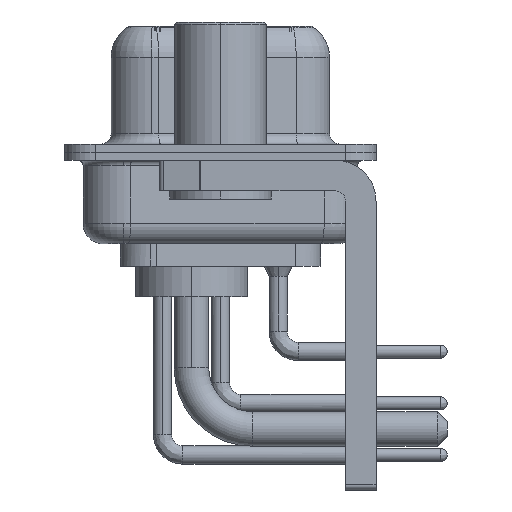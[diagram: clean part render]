
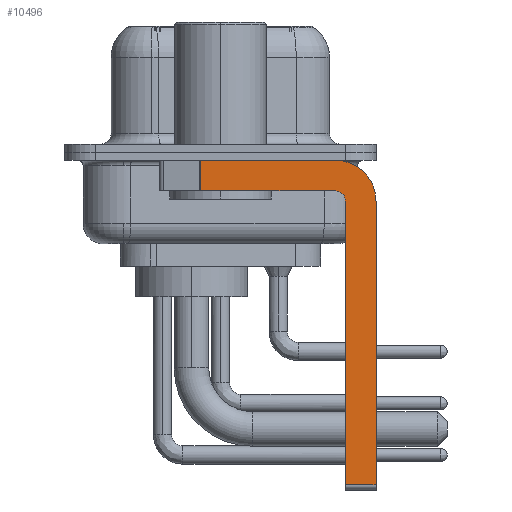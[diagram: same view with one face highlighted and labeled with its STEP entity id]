
A CAD part, left-side view. The second image highlights one B-rep face of the part: STEP entity #10496.
In plain terms, the highlighted planar face has unit normal (-1, 0, 0).
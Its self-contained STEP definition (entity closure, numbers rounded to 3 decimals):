
#826 = VERTEX_POINT ( 'NONE', #33698 ) ;
#1157 = EDGE_CURVE ( 'NONE', #3721, #5376, #25326, .T. ) ;
#1199 = DIRECTION ( 'NONE',  ( 0., -1., 0. ) ) ;
#1345 = VECTOR ( 'NONE', #16487, 1000. ) ;
#1679 = CARTESIAN_POINT ( 'NONE',  ( -2.9, -5.65, -2.4 ) ) ;
#2953 = CIRCLE ( 'NONE', #11465, 0.5 ) ;
#3220 = CARTESIAN_POINT ( 'NONE',  ( -2.9, 0.978, -0.4 ) ) ;
#3308 = DIRECTION ( 'NONE',  ( 0., 0., -1. ) ) ;
#3721 = VERTEX_POINT ( 'NONE', #3220 ) ;
#3755 = AXIS2_PLACEMENT_3D ( 'NONE', #1679, #9491, #31321 ) ;
#4761 = VERTEX_POINT ( 'NONE', #7505 ) ;
#5376 = VERTEX_POINT ( 'NONE', #24490 ) ;
#5648 = CARTESIAN_POINT ( 'NONE',  ( -2.9, 3., -0.4 ) ) ;
#6665 = LINE ( 'NONE', #30807, #30011 ) ;
#7017 = DIRECTION ( 'NONE',  ( 0., 0., 1. ) ) ;
#7505 = CARTESIAN_POINT ( 'NONE',  ( -2.9, -7.65, -2.4 ) ) ;
#8346 = CARTESIAN_POINT ( 'NONE',  ( -2.9, -7.65, -16.35 ) ) ;
#8828 = DIRECTION ( 'NONE',  ( 0., 0., -1. ) ) ;
#9491 = DIRECTION ( 'NONE',  ( 1., 0., 0. ) ) ;
#10063 = ORIENTED_EDGE ( 'NONE', *, *, #11081, .F. ) ;
#10186 = CARTESIAN_POINT ( 'NONE',  ( -2.9, -5.65, -2.4 ) ) ;
#10496 = ADVANCED_FACE ( 'NONE', ( #25819 ), #22979, .F. ) ;
#11081 = EDGE_CURVE ( 'NONE', #4761, #22811, #15974, .T. ) ;
#11167 = VECTOR ( 'NONE', #1199, 1000. ) ;
#11301 = DIRECTION ( 'NONE',  ( 1., 0., 0. ) ) ;
#11465 = AXIS2_PLACEMENT_3D ( 'NONE', #10186, #31315, #7017 ) ;
#11707 = VECTOR ( 'NONE', #29612, 1000. ) ;
#12203 = ORIENTED_EDGE ( 'NONE', *, *, #28612, .F. ) ;
#13031 = ORIENTED_EDGE ( 'NONE', *, *, #34545, .T. ) ;
#13236 = ORIENTED_EDGE ( 'NONE', *, *, #24766, .F. ) ;
#15001 = LINE ( 'NONE', #30949, #26167 ) ;
#15123 = ORIENTED_EDGE ( 'NONE', *, *, #28040, .T. ) ;
#15974 = LINE ( 'NONE', #29963, #11707 ) ;
#16487 = DIRECTION ( 'NONE',  ( 0., -1., 0. ) ) ;
#16615 = VERTEX_POINT ( 'NONE', #27026 ) ;
#17163 = DIRECTION ( 'NONE',  ( 0., 0., 1. ) ) ;
#18918 = VERTEX_POINT ( 'NONE', #28548 ) ;
#19298 = EDGE_CURVE ( 'NONE', #27668, #826, #2953, .T. ) ;
#19563 = ORIENTED_EDGE ( 'NONE', *, *, #19298, .F. ) ;
#20129 = DIRECTION ( 'NONE',  ( 0., 1., 0. ) ) ;
#21962 = LINE ( 'NONE', #22128, #26688 ) ;
#22128 = CARTESIAN_POINT ( 'NONE',  ( -2.9, 0.978, -1.9 ) ) ;
#22811 = VERTEX_POINT ( 'NONE', #8346 ) ;
#22873 = CARTESIAN_POINT ( 'NONE',  ( -2.9, -6.15, -2.4 ) ) ;
#22979 = PLANE ( 'NONE',  #3755 ) ;
#24490 = CARTESIAN_POINT ( 'NONE',  ( -2.9, -5.65, -0.4 ) ) ;
#24766 = EDGE_CURVE ( 'NONE', #5376, #4761, #30533, .T. ) ;
#24948 = EDGE_CURVE ( 'NONE', #16615, #27668, #6665, .T. ) ;
#25326 = LINE ( 'NONE', #5648, #1345 ) ;
#25506 = LINE ( 'NONE', #28337, #11167 ) ;
#25819 = FACE_OUTER_BOUND ( 'NONE', #33038, .T. ) ;
#26167 = VECTOR ( 'NONE', #20129, 1000. ) ;
#26550 = ORIENTED_EDGE ( 'NONE', *, *, #24948, .F. ) ;
#26688 = VECTOR ( 'NONE', #8828, 1000. ) ;
#27026 = CARTESIAN_POINT ( 'NONE',  ( -2.9, -6.15, -16.35 ) ) ;
#27622 = CARTESIAN_POINT ( 'NONE',  ( -2.9, -5.65, -2.4 ) ) ;
#27668 = VERTEX_POINT ( 'NONE', #22873 ) ;
#28040 = EDGE_CURVE ( 'NONE', #3721, #18918, #21962, .T. ) ;
#28337 = CARTESIAN_POINT ( 'NONE',  ( -2.9, -5.65, -16.35 ) ) ;
#28548 = CARTESIAN_POINT ( 'NONE',  ( -2.9, 0.978, -1.9 ) ) ;
#28612 = EDGE_CURVE ( 'NONE', #826, #18918, #15001, .T. ) ;
#29612 = DIRECTION ( 'NONE',  ( 0., 0., -1. ) ) ;
#29963 = CARTESIAN_POINT ( 'NONE',  ( -2.9, -7.65, -2.4 ) ) ;
#30011 = VECTOR ( 'NONE', #17163, 1000. ) ;
#30533 = CIRCLE ( 'NONE', #34503, 2. ) ;
#30807 = CARTESIAN_POINT ( 'NONE',  ( -2.9, -6.15, -16.6 ) ) ;
#30949 = CARTESIAN_POINT ( 'NONE',  ( -2.9, -5.65, -1.9 ) ) ;
#31315 = DIRECTION ( 'NONE',  ( -1., 0., 0. ) ) ;
#31321 = DIRECTION ( 'NONE',  ( 0., 0., -1. ) ) ;
#32133 = ORIENTED_EDGE ( 'NONE', *, *, #1157, .F. ) ;
#33038 = EDGE_LOOP ( 'NONE', ( #32133, #15123, #12203, #19563, #26550, #13031, #10063, #13236 ) ) ;
#33698 = CARTESIAN_POINT ( 'NONE',  ( -2.9, -5.65, -1.9 ) ) ;
#34503 = AXIS2_PLACEMENT_3D ( 'NONE', #27622, #11301, #3308 ) ;
#34545 = EDGE_CURVE ( 'NONE', #16615, #22811, #25506, .T. ) ;
